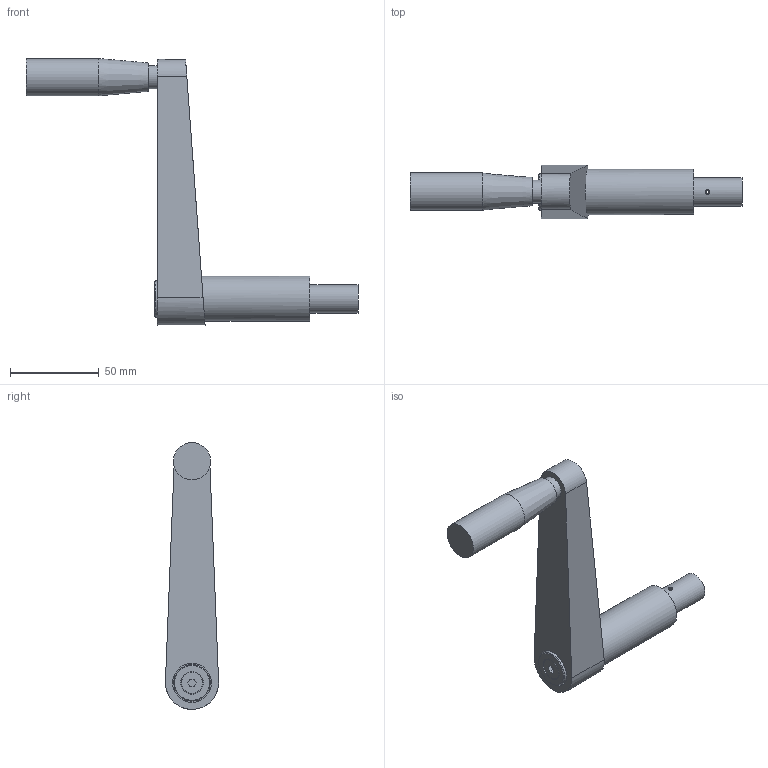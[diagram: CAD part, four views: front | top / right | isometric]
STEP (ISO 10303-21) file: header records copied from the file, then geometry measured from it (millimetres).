
FILE_DESCRIPTION(/* description */ ('Unknown'),/* implementation_level */ '2;1');
FILE_NAME(/* name */ '113.00013 Handkurbel abnehmbar',/* time_stamp */ '2017-12-18T13:51:50+01:00',/* author */ ('Unknown'),/* organization */ ('Unknown'),/* preprocessor_version */ 'ST-DEVELOPER v16.7',/* originating_system */ 'DEX',/* authorisation */ $);
FILE_SCHEMA (('AUTOMOTIVE_DESIGN {1 0 10303 214 3 1 1}'));
Length unit declared in the file: millimetre
Products named in the file (9): 113.00013; 142.00033; 125.00054_oa_0; 113.00005_oa_1; 128.00001; 125.00052_oa_2; 125.00053; 142.00077; Handgriff
Assembly tree (8 placements, depth 3):
  113.00013
    142.00033
    125.00054_oa_0
    113.00005_oa_1
      128.00001
      125.00052_oa_2
      125.00053
      142.00077
      Handgriff
Bounding box: 187.25 x 29.98 x 150.48 mm (x, y, z)
Volume: 118209.2 mm3; surface area: 34403.3 mm2
Topology: 7 solids, 7 shells, 95 faces, 209 edges, 131 vertices
Faces by surface type: plane 59, cylinder 24, cone 9, bspline 2, torus 1
Full cylindrical faces by diameter (mm): 2.5 x3, 4.2 x1, 6 x1, 8 x1, 10 x2, 12.8 x1, 13 x1, 16 x2, 17 x1, 20.6 x1, 21 x1, 22 x1, 25.5 x1
Entity records: 2795 total; most frequent: CARTESIAN_POINT 493, DIRECTION 436, ORIENTED_EDGE 336, AXIS2_PLACEMENT_3D 176, EDGE_CURVE 168, FACE_BOUND 141, EDGE_LOOP 140, VERTEX_POINT 121
